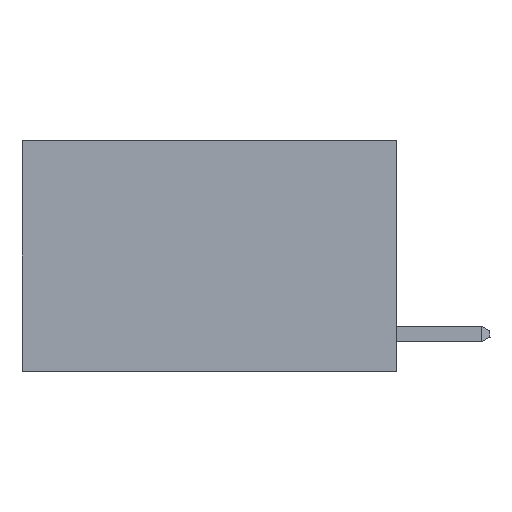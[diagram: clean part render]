
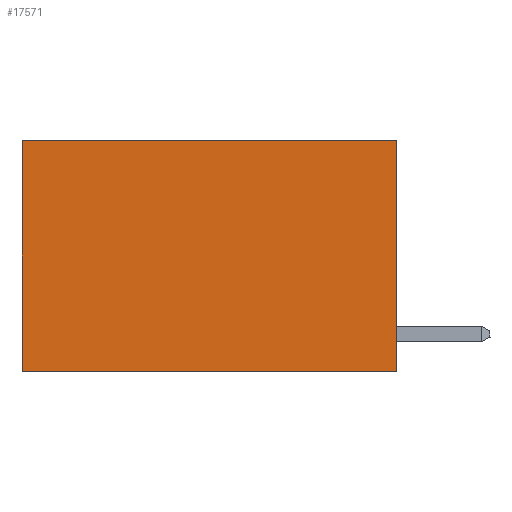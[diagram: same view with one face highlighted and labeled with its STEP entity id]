
A CAD part, left-side view. The second image highlights one B-rep face of the part: STEP entity #17571.
In plain terms, the highlighted planar face has unit normal (-1, 0, 0).
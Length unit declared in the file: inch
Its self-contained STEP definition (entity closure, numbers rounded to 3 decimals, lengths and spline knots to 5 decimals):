
#396 = CARTESIAN_POINT ( 'NONE',  ( 0.2625, 0., 0. ) ) ;
#919 = ORIENTED_EDGE ( 'NONE', *, *, #6627, .F. ) ;
#1488 = VECTOR ( 'NONE', #13996, 39.37008 ) ;
#1581 = VERTEX_POINT ( 'NONE', #14875 ) ;
#1822 = ORIENTED_EDGE ( 'NONE', *, *, #13802, .T. ) ;
#3720 = CARTESIAN_POINT ( 'NONE',  ( 0.2625, 0., 0. ) ) ;
#4051 = LINE ( 'NONE', #18994, #13233 ) ;
#4352 = DIRECTION ( 'NONE',  ( 1., 0., 0. ) ) ;
#5203 = EDGE_CURVE ( 'NONE', #18904, #7382, #12200, .T. ) ;
#5630 = DIRECTION ( 'NONE',  ( 0., 1., 0. ) ) ;
#6518 = DIRECTION ( 'NONE',  ( 0., 0., -1. ) ) ;
#6627 = EDGE_CURVE ( 'NONE', #18904, #1581, #4051, .T. ) ;
#7382 = VERTEX_POINT ( 'NONE', #21513 ) ;
#8390 = DIRECTION ( 'NONE',  ( 0., 1., 0. ) ) ;
#9889 = VERTEX_POINT ( 'NONE', #17845 ) ;
#11648 = VECTOR ( 'NONE', #5630, 39.37008 ) ;
#11671 = PLANE ( 'NONE',  #18335 ) ;
#11947 = EDGE_LOOP ( 'NONE', ( #1822, #16076, #919, #15166 ) ) ;
#12200 = LINE ( 'NONE', #3720, #11648 ) ;
#12216 = CARTESIAN_POINT ( 'NONE',  ( 0.2625, 0.6, 0. ) ) ;
#13233 = VECTOR ( 'NONE', #6518, 39.37008 ) ;
#13802 = EDGE_CURVE ( 'NONE', #7382, #9889, #16024, .T. ) ;
#13996 = DIRECTION ( 'NONE',  ( 0., 0., -1. ) ) ;
#14240 = EDGE_CURVE ( 'NONE', #1581, #9889, #20160, .T. ) ;
#14875 = CARTESIAN_POINT ( 'NONE',  ( 0.2625, 0., -0.37 ) ) ;
#15166 = ORIENTED_EDGE ( 'NONE', *, *, #5203, .T. ) ;
#15234 = CARTESIAN_POINT ( 'NONE',  ( 0.2625, 0., 0. ) ) ;
#15456 = VECTOR ( 'NONE', #8390, 39.37008 ) ;
#16024 = LINE ( 'NONE', #12216, #1488 ) ;
#16076 = ORIENTED_EDGE ( 'NONE', *, *, #14240, .F. ) ;
#17022 = DIRECTION ( 'NONE',  ( 0., 0., -1. ) ) ;
#17571 = ADVANCED_FACE ( 'NONE', ( #21341 ), #11671, .F. ) ;
#17845 = CARTESIAN_POINT ( 'NONE',  ( 0.2625, 0.6, -0.37 ) ) ;
#18335 = AXIS2_PLACEMENT_3D ( 'NONE', #15234, #4352, #17022 ) ;
#18904 = VERTEX_POINT ( 'NONE', #396 ) ;
#18994 = CARTESIAN_POINT ( 'NONE',  ( 0.2625, 0., 0. ) ) ;
#19093 = CARTESIAN_POINT ( 'NONE',  ( 0.2625, 0., -0.37 ) ) ;
#20160 = LINE ( 'NONE', #19093, #15456 ) ;
#21341 = FACE_OUTER_BOUND ( 'NONE', #11947, .T. ) ;
#21513 = CARTESIAN_POINT ( 'NONE',  ( 0.2625, 0.6, 0. ) ) ;
